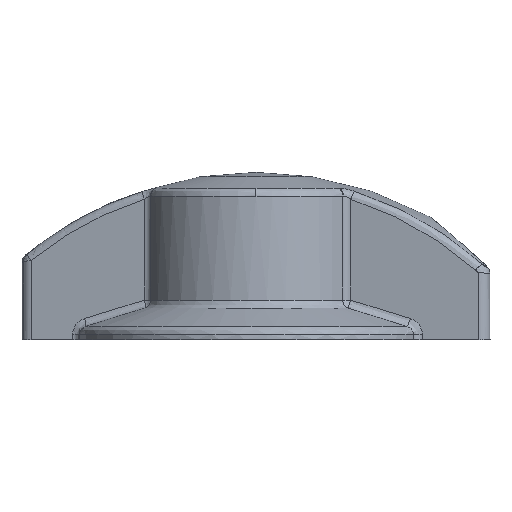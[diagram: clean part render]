
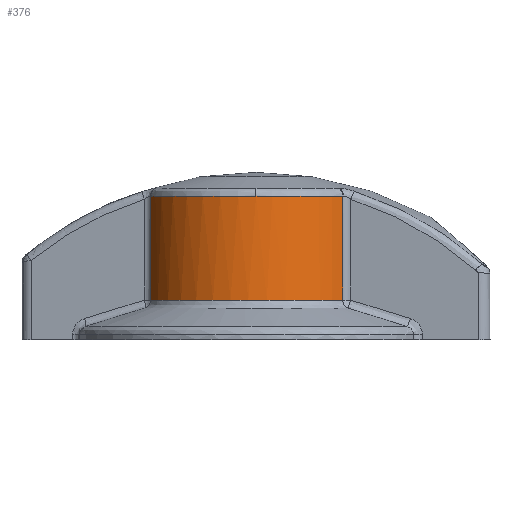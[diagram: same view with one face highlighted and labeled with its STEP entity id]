
A CAD part, front view. The second image highlights one B-rep face of the part: STEP entity #376.
In plain terms, the highlighted cylindrical face has radius 10 mm (diameter 20 mm), a partial arc.
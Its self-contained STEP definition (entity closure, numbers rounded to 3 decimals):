
#208=CYLINDRICAL_SURFACE('',#3318,10.);
#376=ADVANCED_FACE('',(#572),#208,.T.);
#572=FACE_OUTER_BOUND('',#770,.T.);
#770=EDGE_LOOP('',(#1046,#1047,#1048,#1049,#1050));
#1046=ORIENTED_EDGE('',*,*,#2047,.T.);
#1047=ORIENTED_EDGE('',*,*,#2046,.T.);
#1048=ORIENTED_EDGE('',*,*,#2048,.T.);
#1049=ORIENTED_EDGE('',*,*,#2045,.T.);
#1050=ORIENTED_EDGE('',*,*,#2044,.F.);
#2044=EDGE_CURVE('',#2927,#2928,#2569,.T.);
#2045=EDGE_CURVE('',#2930,#2928,#2570,.T.);
#2046=EDGE_CURVE('',#2931,#2929,#2571,.T.);
#2047=EDGE_CURVE('',#2927,#2931,#2572,.T.);
#2048=EDGE_CURVE('',#2929,#2930,#2573,.T.);
#2569=(
BOUNDED_CURVE()
B_SPLINE_CURVE(2,(#10160,#10161,#10162),.UNSPECIFIED.,.F.,.F.)
B_SPLINE_CURVE_WITH_KNOTS((3,3),(0.,8.316),.UNSPECIFIED.)
CURVE()
GEOMETRIC_REPRESENTATION_ITEM()
RATIONAL_B_SPLINE_CURVE((1.,0.902,1.))
REPRESENTATION_ITEM('')
);
#2570=(
BOUNDED_CURVE()
B_SPLINE_CURVE(1,(#10163,#10164),.UNSPECIFIED.,.F.,.F.)
B_SPLINE_CURVE_WITH_KNOTS((2,2),(0.541,9.873),
 .UNSPECIFIED.)
CURVE()
GEOMETRIC_REPRESENTATION_ITEM()
RATIONAL_B_SPLINE_CURVE((1.,1.))
REPRESENTATION_ITEM('')
);
#2571=(
BOUNDED_CURVE()
B_SPLINE_CURVE(1,(#10165,#10166),.UNSPECIFIED.,.F.,.F.)
B_SPLINE_CURVE_WITH_KNOTS((2,2),(0.551,9.883),
 .UNSPECIFIED.)
CURVE()
GEOMETRIC_REPRESENTATION_ITEM()
RATIONAL_B_SPLINE_CURVE((1.,1.))
REPRESENTATION_ITEM('')
);
#2572=(
BOUNDED_CURVE()
B_SPLINE_CURVE(2,(#10167,#10168,#10169),.UNSPECIFIED.,.F.,.F.)
B_SPLINE_CURVE_WITH_KNOTS((3,3),(0.,11.263),.UNSPECIFIED.)
CURVE()
GEOMETRIC_REPRESENTATION_ITEM()
RATIONAL_B_SPLINE_CURVE((1.,0.814,1.))
REPRESENTATION_ITEM('')
);
#2573=(
BOUNDED_CURVE()
B_SPLINE_CURVE(2,(#10170,#10171,#10172,#10173,#10174),.UNSPECIFIED.,.F.,
 .F.)
B_SPLINE_CURVE_WITH_KNOTS((3,2,3),(0.471,11.94,23.409),
 .UNSPECIFIED.)
CURVE()
GEOMETRIC_REPRESENTATION_ITEM()
RATIONAL_B_SPLINE_CURVE((1.,0.861,1.,0.861,1.))
REPRESENTATION_ITEM('')
);
#2927=VERTEX_POINT('',#9656);
#2928=VERTEX_POINT('',#9657);
#2929=VERTEX_POINT('',#9658);
#2930=VERTEX_POINT('',#9659);
#2931=VERTEX_POINT('',#9660);
#3318=AXIS2_PLACEMENT_3D('',#3624,#3443,$);
#3443=DIRECTION('',(0.,0.,1.));
#3624=CARTESIAN_POINT('',(0.,0.,8.5));
#9656=CARTESIAN_POINT('',(0.,-10.,12.873));
#9657=CARTESIAN_POINT('',(7.796,-6.263,12.873));
#9658=CARTESIAN_POINT('',(-9.457,-3.25,3.541));
#9659=CARTESIAN_POINT('',(7.796,-6.263,3.541));
#9660=CARTESIAN_POINT('',(-9.457,-3.25,12.873));
#10160=CARTESIAN_POINT('',(0.,-10.,12.873));
#10161=CARTESIAN_POINT('',(4.794,-10.,12.873));
#10162=CARTESIAN_POINT('',(7.796,-6.263,12.873));
#10163=CARTESIAN_POINT('',(7.796,-6.263,3.541));
#10164=CARTESIAN_POINT('',(7.796,-6.263,12.873));
#10165=CARTESIAN_POINT('',(-9.457,-3.25,12.873));
#10166=CARTESIAN_POINT('',(-9.457,-3.25,3.541));
#10167=CARTESIAN_POINT('',(0.,-10.,12.873));
#10168=CARTESIAN_POINT('',(-7.138,-10.,12.873));
#10169=CARTESIAN_POINT('',(-9.457,-3.25,12.873));
#10170=CARTESIAN_POINT('',(-9.457,-3.25,3.541));
#10171=CARTESIAN_POINT('',(-7.538,-8.835,3.541));
#10172=CARTESIAN_POINT('',(-1.72,-9.851,3.541));
#10173=CARTESIAN_POINT('',(4.097,-10.867,3.541));
#10174=CARTESIAN_POINT('',(7.796,-6.263,3.541));
